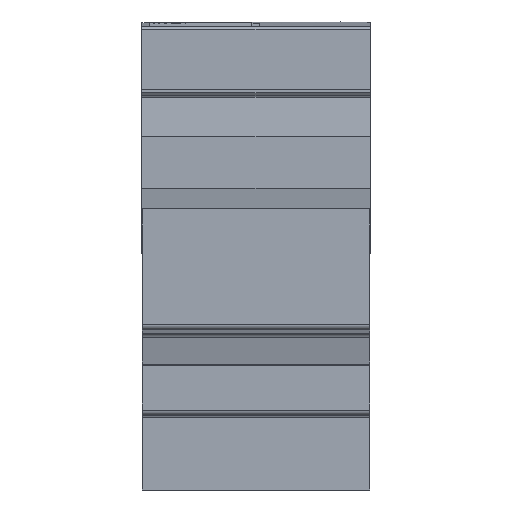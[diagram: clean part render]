
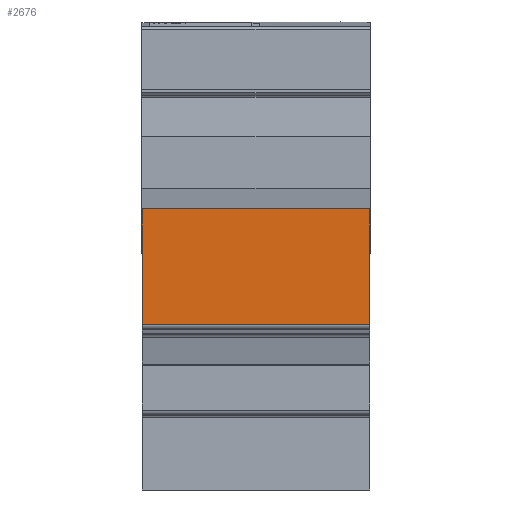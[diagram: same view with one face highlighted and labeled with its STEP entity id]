
A CAD part, front view. The second image highlights one B-rep face of the part: STEP entity #2676.
In plain terms, the highlighted planar face has unit normal (0, -1, 0).
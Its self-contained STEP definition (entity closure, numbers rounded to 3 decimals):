
#2676=ADVANCED_FACE('',(#5427),#5428,.T.);
#5427=FACE_OUTER_BOUND('',#8176,.T.);
#5428=PLANE('',#8177);
#8176=EDGE_LOOP('',(#16683,#16684,#16685,#16686,#16687,#16688,#16689,#16690));
#8177=AXIS2_PLACEMENT_3D('',#16691,#16692,#16693);
#16683=ORIENTED_EDGE('',*,*,#17576,.T.);
#16684=ORIENTED_EDGE('',*,*,#17020,.F.);
#16685=ORIENTED_EDGE('',*,*,#16999,.T.);
#16686=ORIENTED_EDGE('',*,*,#17014,.T.);
#16687=ORIENTED_EDGE('',*,*,#17006,.F.);
#16688=ORIENTED_EDGE('',*,*,#20129,.F.);
#16689=ORIENTED_EDGE('',*,*,#19756,.T.);
#16690=ORIENTED_EDGE('',*,*,#20127,.T.);
#16691=CARTESIAN_POINT('',(0.05,0.,42.78));
#16692=DIRECTION('',(0.0,-1.0,0.0));
#16693=DIRECTION('',(0.0,0.0,1.0));
#16999=EDGE_CURVE('',#20519,#20517,#20520,.T.);
#17006=EDGE_CURVE('',#20530,#20525,#20532,.T.);
#17014=EDGE_CURVE('',#20517,#20525,#20542,.T.);
#17020=EDGE_CURVE('',#20519,#20550,#20551,.T.);
#17576=EDGE_CURVE('',#21390,#20550,#21391,.T.);
#19756=EDGE_CURVE('',#24659,#24657,#24660,.T.);
#20127=EDGE_CURVE('',#24657,#21390,#25172,.T.);
#20129=EDGE_CURVE('',#24659,#20530,#25174,.T.);
#20517=VERTEX_POINT('',#25852);
#20519=VERTEX_POINT('',#25855);
#20520=LINE('',#25856,#25857);
#20525=VERTEX_POINT('',#25864);
#20530=VERTEX_POINT('',#25871);
#20532=LINE('',#25874,#25875);
#20542=LINE('',#25890,#25891);
#20550=VERTEX_POINT('',#25902);
#20551=LINE('',#25903,#25904);
#21390=VERTEX_POINT('',#27092);
#21391=LINE('',#27093,#27094);
#24657=VERTEX_POINT('',#31906);
#24659=VERTEX_POINT('',#31908);
#24660=LINE('',#31909,#31910);
#25172=LINE('',#32643,#32644);
#25174=LINE('',#32646,#32647);
#25852=CARTESIAN_POINT('',(44.9,0.0,55.4));
#25855=CARTESIAN_POINT('',(44.9,0.0,53.0));
#25856=CARTESIAN_POINT('',(44.9,0.0,53.0));
#25857=VECTOR('',#32885,1.0);
#25864=CARTESIAN_POINT('',(0.1,0.0,55.4));
#25871=CARTESIAN_POINT('',(0.1,0.0,53.0));
#25874=CARTESIAN_POINT('',(0.1,0.0,53.0));
#25875=VECTOR('',#32891,1.0);
#25890=CARTESIAN_POINT('',(44.9,0.0,55.4));
#25891=VECTOR('',#32897,1.0);
#25902=CARTESIAN_POINT('',(44.95,0.,53.0));
#25903=CARTESIAN_POINT('',(0.05,0.,53.0));
#25904=VECTOR('',#32901,1.0);
#27092=CARTESIAN_POINT('',(44.95,0.,32.561));
#27093=CARTESIAN_POINT('',(44.95,0.,53.0));
#27094=VECTOR('',#33437,1.0);
#31906=CARTESIAN_POINT('',(0.05,0.,32.561));
#31908=CARTESIAN_POINT('',(0.05,0.,53.0));
#31909=CARTESIAN_POINT('',(0.05,0.,53.0));
#31910=VECTOR('',#35511,1.0);
#32643=CARTESIAN_POINT('',(0.05,0.,32.561));
#32644=VECTOR('',#35823,1.0);
#32646=CARTESIAN_POINT('',(0.05,0.,53.0));
#32647=VECTOR('',#35824,1.0);
#32885=DIRECTION('',(0.0,0.0,1.0));
#32891=DIRECTION('',(0.0,0.0,1.0));
#32897=DIRECTION('',(-1.0,0.0,0.0));
#32901=DIRECTION('',(1.0,0.0,0.0));
#33437=DIRECTION('',(0.0,0.0,1.0));
#35511=DIRECTION('',(0.0,0.0,-1.0));
#35823=DIRECTION('',(1.0,0.0,0.0));
#35824=DIRECTION('',(1.0,0.0,0.0));
